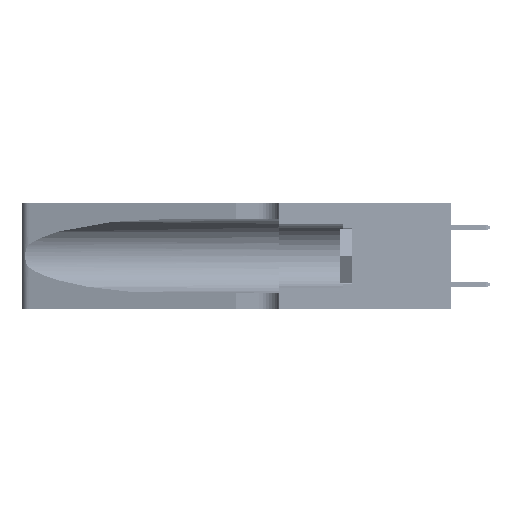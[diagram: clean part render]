
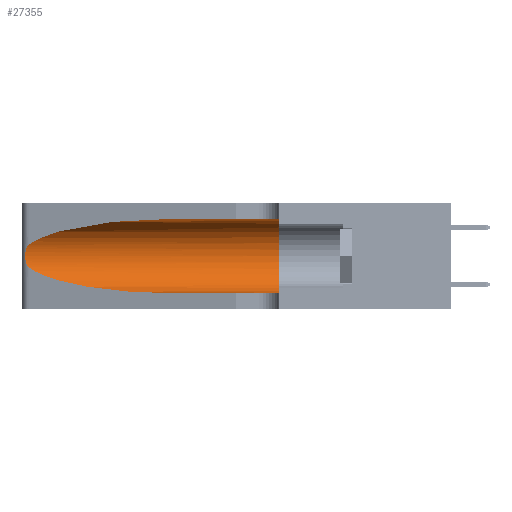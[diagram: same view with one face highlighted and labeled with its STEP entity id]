
A CAD part, left-side view. The second image highlights one B-rep face of the part: STEP entity #27355.
In plain terms, the highlighted cylindrical face has radius 3.308 mm (diameter 6.617 mm), a partial arc.
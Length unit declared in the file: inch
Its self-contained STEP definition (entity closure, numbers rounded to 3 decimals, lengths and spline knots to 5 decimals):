
#697 = CARTESIAN_POINT ( 'NONE',  ( 0.25487, 1.22718, 0.14631 ) ) ;
#1537 = EDGE_CURVE ( 'NONE', #20437, #26217, #42311, .T. ) ;
#3445 = EDGE_LOOP ( 'NONE', ( #7686, #26717, #22002, #22719, #20281, #31897 ) ) ;
#3802 = LINE ( 'NONE', #8037, #13758 ) ;
#4670 = LINE ( 'NONE', #32656, #16558 ) ;
#5626 = CARTESIAN_POINT ( 'NONE',  ( 0.1305, 0.35, 0.185 ) ) ;
#5781 = CARTESIAN_POINT ( 'NONE',  ( 0.25487, 1.22718, 0.14631 ) ) ;
#7682 = DIRECTION ( 'NONE',  ( 0., -1., 0. ) ) ;
#7686 = ORIENTED_EDGE ( 'NONE', *, *, #26932, .T. ) ;
#8037 = CARTESIAN_POINT ( 'NONE',  ( 0.1305, 1.61858, 0.05475 ) ) ;
#8203 = FACE_OUTER_BOUND ( 'NONE', #3445, .T. ) ;
#8528 = CARTESIAN_POINT ( 'NONE',  ( 0.25487, 1.22718, 0.14631 ) ) ;
#12143 = CARTESIAN_POINT ( 'NONE',  ( 0.1305, 0.35, 0.31525 ) ) ;
#12166 = CARTESIAN_POINT ( 'NONE',  ( 0.1305, 0.72297, 0.31525 ) ) ;
#12218 = CARTESIAN_POINT ( 'NONE',  ( 0.1305, 0.72297, 0.31525 ) ) ;
#13758 = VECTOR ( 'NONE', #23639, 39.37008 ) ;
#15399 = CARTESIAN_POINT ( 'NONE',  ( 0.26017, 1.23833, 0.17102 ) ) ;
#15976 = EDGE_CURVE ( 'NONE', #26217, #21166, #3802, .T. ) ;
#16389 = CYLINDRICAL_SURFACE ( 'NONE', #48078, 0.13025 ) ;
#16451 = CARTESIAN_POINT ( 'NONE',  ( 0.2373, 1.15595, 0.28018 ) ) ;
#16558 = VECTOR ( 'NONE', #45046, 39.37008 ) ;
#16809 = CARTESIAN_POINT ( 'NONE',  ( 0.2373, 1.15595, 0.08982 ) ) ;
#17790 = DIRECTION ( 'NONE',  ( 0., 1., 0. ) ) ;
#19363 = CARTESIAN_POINT ( 'NONE',  ( 0.25854, 1.2359, 0.20912 ) ) ;
#20281 = ORIENTED_EDGE ( 'NONE', *, *, #21472, .F. ) ;
#20437 = VERTEX_POINT ( 'NONE', #5781 ) ;
#20802 = EDGE_CURVE ( 'NONE', #28707, #23545, #4670, .T. ) ;
#21166 = VERTEX_POINT ( 'NONE', #31291 ) ;
#21472 = EDGE_CURVE ( 'NONE', #23545, #21166, #46933, .T. ) ;
#22002 = ORIENTED_EDGE ( 'NONE', *, *, #1537, .T. ) ;
#22719 = ORIENTED_EDGE ( 'NONE', *, *, #15976, .T. ) ;
#23328 = CARTESIAN_POINT ( 'NONE',  ( 0.25487, 1.22718, 0.22369 ) ) ;
#23342 = AXIS2_PLACEMENT_3D ( 'NONE', #5626, #17790, #50219 ) ;
#23545 = VERTEX_POINT ( 'NONE', #12143 ) ;
#23639 = DIRECTION ( 'NONE',  ( 0., -1., 0. ) ) ;
#24388 = CARTESIAN_POINT ( 'NONE',  ( 0.18966, 0.96281, 0.31525 ) ) ;
#25789 = EDGE_CURVE ( 'NONE', #29352, #20437, #35786, .T. ) ;
#26217 = VERTEX_POINT ( 'NONE', #48831 ) ;
#26717 = ORIENTED_EDGE ( 'NONE', *, *, #25789, .T. ) ;
#26932 = EDGE_CURVE ( 'NONE', #28707, #29352, #41707, .T. ) ;
#27355 = ADVANCED_FACE ( 'NONE', ( #8203 ), #16389, .F. ) ;
#27532 = CARTESIAN_POINT ( 'NONE',  ( 0.25856, 1.23593, 0.16098 ) ) ;
#28707 = VERTEX_POINT ( 'NONE', #12166 ) ;
#29352 = VERTEX_POINT ( 'NONE', #36072 ) ;
#29878 = CARTESIAN_POINT ( 'NONE',  ( 0.25555, 1.22993, 0.14849 ) ) ;
#31291 = CARTESIAN_POINT ( 'NONE',  ( 0.1305, 0.35, 0.05475 ) ) ;
#31760 = CARTESIAN_POINT ( 'NONE',  ( 0.26075, 1.23896, 0.19203 ) ) ;
#31897 = ORIENTED_EDGE ( 'NONE', *, *, #20802, .F. ) ;
#32287 = CARTESIAN_POINT ( 'NONE',  ( 0.25555, 1.22994, 0.2215 ) ) ;
#32553 = CARTESIAN_POINT ( 'NONE',  ( 0.25487, 1.22718, 0.22369 ) ) ;
#32656 = CARTESIAN_POINT ( 'NONE',  ( 0.1305, 1.61858, 0.31525 ) ) ;
#33587 = CARTESIAN_POINT ( 'NONE',  ( 0.25639, 1.23186, 0.15144 ) ) ;
#33852 = CARTESIAN_POINT ( 'NONE',  ( 0.25789, 1.23486, 0.15765 ) ) ;
#35473 = CARTESIAN_POINT ( 'NONE',  ( 0.26018, 1.23835, 0.19895 ) ) ;
#35728 = CARTESIAN_POINT ( 'NONE',  ( 0.25639, 1.23184, 0.21858 ) ) ;
#35786 = B_SPLINE_CURVE_WITH_KNOTS ( 'NONE', 3,
 ( #23328, #32287, #35728, #51806, #19363, #35473, #31760, #51548, #15399, #27532, #33852, #33587, #29878, #8528 ),
 .UNSPECIFIED., .F., .F.,
 ( 4, 2, 2, 2, 2, 2, 4 ),
 ( 0., 0.00027, 0.00053, 0.00107, 0.0016, 0.00187, 0.00214 ),
 .UNSPECIFIED. ) ;
#36072 = CARTESIAN_POINT ( 'NONE',  ( 0.25487, 1.22718, 0.22369 ) ) ;
#37637 = CARTESIAN_POINT ( 'NONE',  ( 0.1305, 0.72297, 0.05475 ) ) ;
#39890 = CARTESIAN_POINT ( 'NONE',  ( 0.1305, 1.61858, 0.185 ) ) ;
#41707 =( BOUNDED_CURVE ( )  B_SPLINE_CURVE ( 3, ( #12218, #24388, #16451, #32553 ),
 .UNSPECIFIED., .F., .T. ) 
 B_SPLINE_CURVE_WITH_KNOTS ( ( 4, 4 ),
 ( 1.5708, 2.84003 ),
 .UNSPECIFIED. ) 
 CURVE ( )  GEOMETRIC_REPRESENTATION_ITEM ( )  RATIONAL_B_SPLINE_CURVE ( ( 1., 0.87, 0.87, 1. ) ) 
 REPRESENTATION_ITEM ( '' )  );
#42311 =( BOUNDED_CURVE ( )  B_SPLINE_CURVE ( 3, ( #697, #16809, #42371, #37637 ),
 .UNSPECIFIED., .F., .T. ) 
 B_SPLINE_CURVE_WITH_KNOTS ( ( 4, 4 ),
 ( 3.44316, 4.71239 ),
 .UNSPECIFIED. ) 
 CURVE ( )  GEOMETRIC_REPRESENTATION_ITEM ( )  RATIONAL_B_SPLINE_CURVE ( ( 1., 0.87, 0.87, 1. ) ) 
 REPRESENTATION_ITEM ( '' )  );
#42371 = CARTESIAN_POINT ( 'NONE',  ( 0.18966, 0.96281, 0.05475 ) ) ;
#45046 = DIRECTION ( 'NONE',  ( 0., -1., 0. ) ) ;
#46933 = CIRCLE ( 'NONE', #23342, 0.13025 ) ;
#48078 = AXIS2_PLACEMENT_3D ( 'NONE', #39890, #7682, #51749 ) ;
#48831 = CARTESIAN_POINT ( 'NONE',  ( 0.1305, 0.72297, 0.05475 ) ) ;
#50219 = DIRECTION ( 'NONE',  ( 0., 0., 1. ) ) ;
#51548 = CARTESIAN_POINT ( 'NONE',  ( 0.26075, 1.23896, 0.178 ) ) ;
#51749 = DIRECTION ( 'NONE',  ( 0., 0., -1. ) ) ;
#51806 = CARTESIAN_POINT ( 'NONE',  ( 0.25787, 1.23484, 0.2124 ) ) ;
